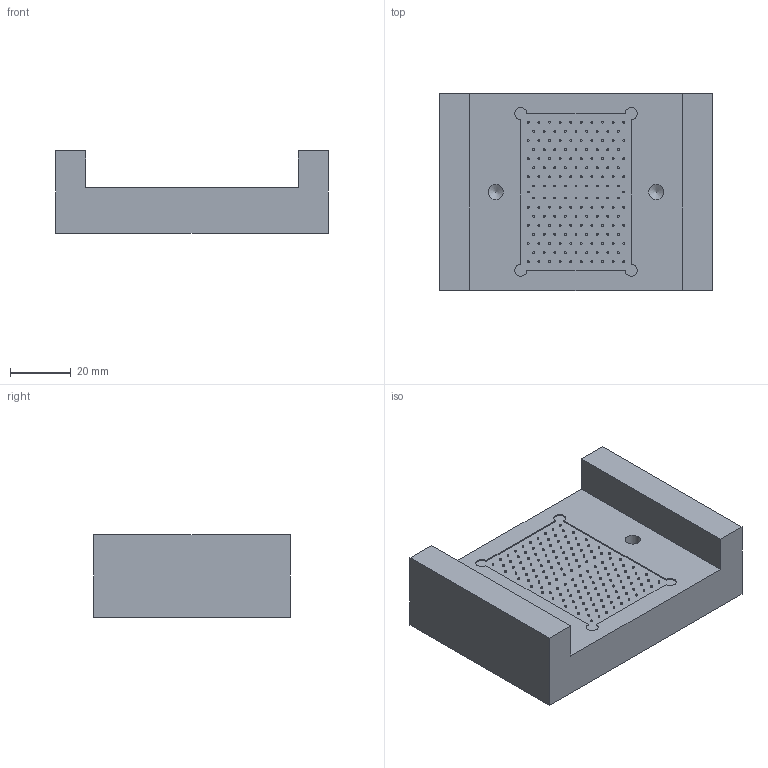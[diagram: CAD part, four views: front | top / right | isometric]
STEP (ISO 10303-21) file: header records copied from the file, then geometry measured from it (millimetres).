
FILE_DESCRIPTION(/* description */ ('Unknown'),/* implementation_level */ '2;1');
FILE_NAME(/* name */ 'flowE2-U12-TIM',/* time_stamp */ '2018-07-19T09:35:48+02:00',/* author */ ('Unknown'),/* organization */ ('Unknown'),/* preprocessor_version */ 'ST-DEVELOPER v16.7',/* originating_system */ 'DEX',/* authorisation */ $);
FILE_SCHEMA (('AUTOMOTIVE_DESIGN {1 0 10303 214 3 1 1}'));
Length unit declared in the file: millimetre
Products named in the file (1): flowE2-U12-TIM
Bounding box: 90 x 65 x 27.2 mm (x, y, z)
Volume: 102256.8 mm3; surface area: 20791.7 mm2
Topology: 1 solids, 1 shells, 429 faces, 793 edges, 528 vertices
Faces by surface type: plane 215, cylinder 200, bspline 10, cone 4
Full cylindrical faces by diameter (mm): 0.6 x118, 3.242 x4, 5 x2
Entity records: 13688 total; most frequent: CARTESIAN_POINT 2277, DIRECTION 1873, ORIENTED_EDGE 1310, AXIS2_PLACEMENT_3D 818, FACE_BOUND 725, EDGE_LOOP 721, EDGE_CURVE 655, VERTEX_POINT 524
